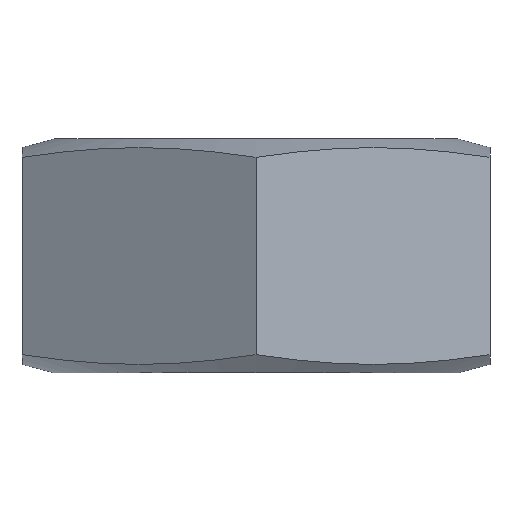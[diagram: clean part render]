
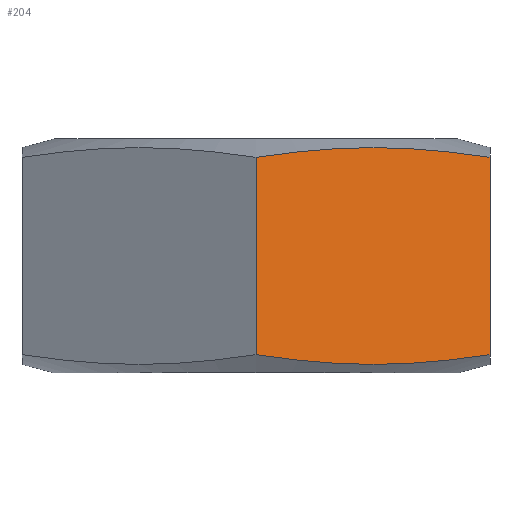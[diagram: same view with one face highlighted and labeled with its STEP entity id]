
A CAD part, front view. The second image highlights one B-rep face of the part: STEP entity #204.
In plain terms, the highlighted planar face has unit normal (0.5, -0.866, 0).
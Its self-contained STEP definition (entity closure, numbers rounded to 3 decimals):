
#18=PLANE('',#241);
#27=FACE_OUTER_BOUND('',#40,.T.);
#40=EDGE_LOOP('',(#150,#151,#152,#153));
#61=LINE('',#340,#72);
#62=LINE('',#345,#73);
#72=VECTOR('',#267,10.);
#73=VECTOR('',#268,10.);
#85=(
BOUNDED_CURVE()
B_SPLINE_CURVE(2,(#328,#329,#330),.UNSPECIFIED.,.F.,.F.)
B_SPLINE_CURVE_WITH_KNOTS((3,3),(0.376,1.026),
 .UNSPECIFIED.)
CURVE()
GEOMETRIC_REPRESENTATION_ITEM()
RATIONAL_B_SPLINE_CURVE((1.392,1.608,1.392))
REPRESENTATION_ITEM('')
);
#88=(
BOUNDED_CURVE()
B_SPLINE_CURVE(2,(#342,#343,#344),.UNSPECIFIED.,.F.,.F.)
B_SPLINE_CURVE_WITH_KNOTS((3,3),(0.376,1.026),
 .UNSPECIFIED.)
CURVE()
GEOMETRIC_REPRESENTATION_ITEM()
RATIONAL_B_SPLINE_CURVE((1.392,1.608,1.392))
REPRESENTATION_ITEM('')
);
#97=VERTEX_POINT('',#320);
#99=VERTEX_POINT('',#327);
#101=VERTEX_POINT('',#339);
#102=VERTEX_POINT('',#341);
#117=EDGE_CURVE('',#99,#97,#85,.T.);
#120=EDGE_CURVE('',#97,#101,#61,.T.);
#121=EDGE_CURVE('',#101,#102,#88,.T.);
#122=EDGE_CURVE('',#99,#102,#62,.T.);
#150=ORIENTED_EDGE('',*,*,#117,.T.);
#151=ORIENTED_EDGE('',*,*,#120,.T.);
#152=ORIENTED_EDGE('',*,*,#121,.T.);
#153=ORIENTED_EDGE('',*,*,#122,.F.);
#204=ADVANCED_FACE('',(#27),#18,.T.);
#241=AXIS2_PLACEMENT_3D('',#338,#265,#266);
#265=DIRECTION('center_axis',(0.5,-0.866,0.));
#266=DIRECTION('ref_axis',(-0.866,-0.5,0.));
#267=DIRECTION('',(0.,0.,-1.));
#268=DIRECTION('',(0.,0.,-1.));
#320=CARTESIAN_POINT('',(0.,-4.619,1.687));
#327=CARTESIAN_POINT('',(4.,-2.309,1.687));
#328=CARTESIAN_POINT('Ctrl Pts',(4.,-2.309,1.687));
#329=CARTESIAN_POINT('Ctrl Pts',(2.,-3.464,1.996));
#330=CARTESIAN_POINT('Ctrl Pts',(0.,-4.619,1.687));
#338=CARTESIAN_POINT('Origin',(4.,-2.309,2.));
#339=CARTESIAN_POINT('',(0.,-4.619,-1.687));
#340=CARTESIAN_POINT('',(0.,-4.619,2.));
#341=CARTESIAN_POINT('',(4.,-2.309,-1.687));
#342=CARTESIAN_POINT('Ctrl Pts',(0.,-4.619,-1.687));
#343=CARTESIAN_POINT('Ctrl Pts',(2.,-3.464,-1.996));
#344=CARTESIAN_POINT('Ctrl Pts',(4.,-2.309,-1.687));
#345=CARTESIAN_POINT('',(4.,-2.309,2.));
